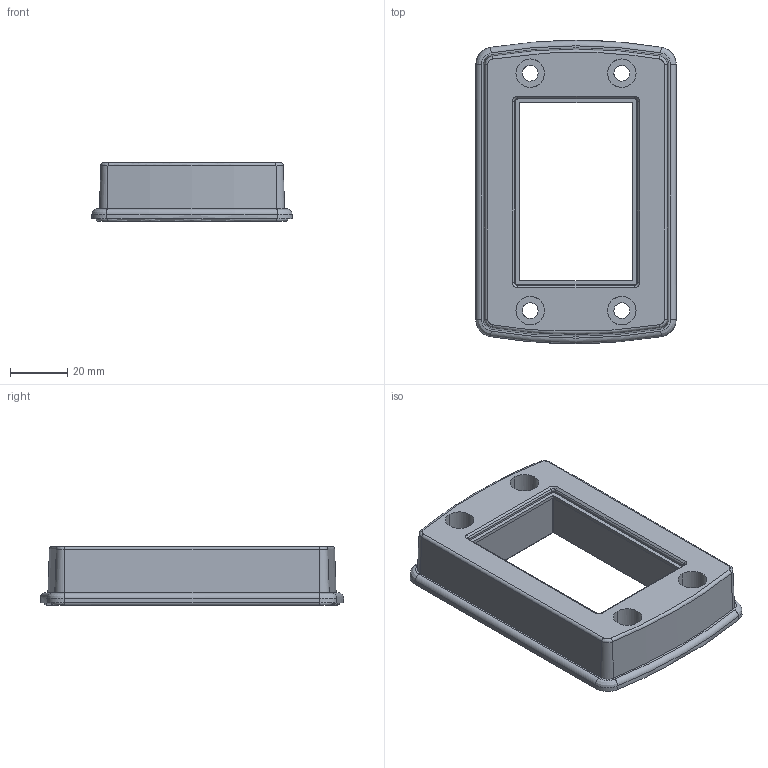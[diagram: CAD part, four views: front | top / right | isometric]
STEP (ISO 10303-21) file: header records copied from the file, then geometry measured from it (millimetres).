
FILE_DESCRIPTION(('CATIA V5 STEP Exchange','CAx-IF Rec.Pracs.--- Model Styling and Organization---1.4--- 2014-01-23'),'2;1');
FILE_NAME ('D1463335_1_2583760000_2583760000.stp','2019-02-07T09:29:44+00:00',('none'),('Weidmueller'),'CATIA Version 5-6 Release 2016 SP3 HF44','CATIA V5 STEP AP214','none');
FILE_SCHEMA(('AUTOMOTIVE_DESIGN { 1 0 10303 214 1 1 1 1 }'));
Length unit declared in the file: millimetre
Products named in the file (1): 67194_CABTITE_FR_10/6_BK
Bounding box: 70.08 x 105.97 x 20.6 mm (x, y, z)
Volume: 70514.9 mm3; surface area: 21008.8 mm2
Topology: 1 solids, 1 shells, 114 faces, 276 edges, 172 vertices
Faces by surface type: cylinder 38, bspline 32, plane 30, torus 6, extrusion 4, cone 4
Entity records: 6495 total; most frequent: CARTESIAN_POINT 4079, ORIENTED_EDGE 552, DIRECTION 313, EDGE_CURVE 276, VERTEX_POINT 172, EDGE_LOOP 132, AXIS2_PLACEMENT_3D 129, ADVANCED_FACE 114
